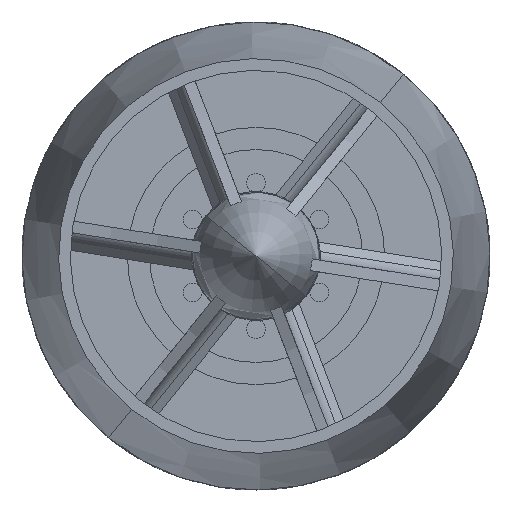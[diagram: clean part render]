
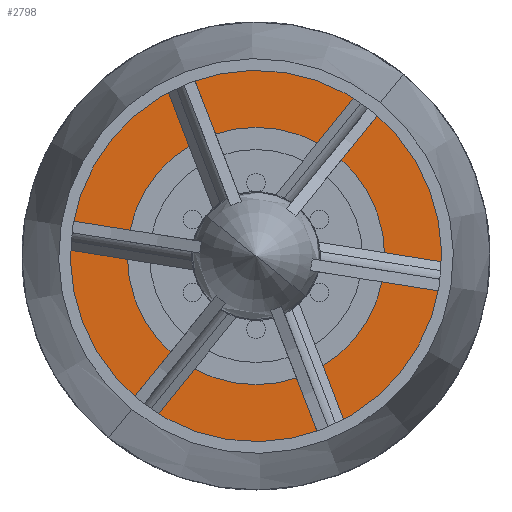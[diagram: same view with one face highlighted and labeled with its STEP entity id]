
A CAD part, left-side view. The second image highlights one B-rep face of the part: STEP entity #2798.
In plain terms, the highlighted planar face has unit normal (-1, 0, 0).
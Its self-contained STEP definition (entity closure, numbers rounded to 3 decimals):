
#35 = ORIENTED_EDGE ( 'NONE', *, *, #10796, .T. ) ;
#101 = CARTESIAN_POINT ( 'NONE',  ( -70., 0., -37. ) ) ;
#209 = DIRECTION ( 'NONE',  ( 1., 0., 0. ) ) ;
#373 = FACE_OUTER_BOUND ( 'NONE', #6156, .T. ) ;
#716 = AXIS2_PLACEMENT_3D ( 'NONE', #7759, #5006, #7445 ) ;
#858 = AXIS2_PLACEMENT_3D ( 'NONE', #4611, #14972, #11126 ) ;
#1486 = EDGE_CURVE ( 'NONE', #6876, #11411, #3616, .T. ) ;
#1548 = CARTESIAN_POINT ( 'NONE',  ( -70., 0., -22. ) ) ;
#2798 = ADVANCED_FACE ( 'NONE', ( #6691, #373 ), #5438, .F. ) ;
#3313 = DIRECTION ( 'NONE',  ( -1., 0., 0. ) ) ;
#3511 = CIRCLE ( 'NONE', #858, 22. ) ;
#3616 = CIRCLE ( 'NONE', #16395, 22. ) ;
#4611 = CARTESIAN_POINT ( 'NONE',  ( -70., 0., 0. ) ) ;
#4734 = EDGE_CURVE ( 'NONE', #11411, #6876, #3511, .T. ) ;
#5006 = DIRECTION ( 'NONE',  ( -1., 0., 0. ) ) ;
#5119 = DIRECTION ( 'NONE',  ( 0., 0., 1. ) ) ;
#5211 = CIRCLE ( 'NONE', #7371, 37. ) ;
#5438 = PLANE ( 'NONE',  #11342 ) ;
#6156 = EDGE_LOOP ( 'NONE', ( #35, #14728 ) ) ;
#6230 = VERTEX_POINT ( 'NONE', #101 ) ;
#6691 = FACE_BOUND ( 'NONE', #14267, .T. ) ;
#6876 = VERTEX_POINT ( 'NONE', #1548 ) ;
#7282 = CARTESIAN_POINT ( 'NONE',  ( -70., 0., 37. ) ) ;
#7371 = AXIS2_PLACEMENT_3D ( 'NONE', #13497, #3313, #8418 ) ;
#7445 = DIRECTION ( 'NONE',  ( 0., 0., 1. ) ) ;
#7701 = CARTESIAN_POINT ( 'NONE',  ( -70., 37., 0. ) ) ;
#7759 = CARTESIAN_POINT ( 'NONE',  ( -70., 0., 0. ) ) ;
#8418 = DIRECTION ( 'NONE',  ( 0., 0., 1. ) ) ;
#8821 = DIRECTION ( 'NONE',  ( -1., 0., 0. ) ) ;
#9239 = CARTESIAN_POINT ( 'NONE',  ( -70., 0., 22. ) ) ;
#9917 = CARTESIAN_POINT ( 'NONE',  ( -70., 0., 0. ) ) ;
#10796 = EDGE_CURVE ( 'NONE', #14669, #6230, #15099, .T. ) ;
#11126 = DIRECTION ( 'NONE',  ( 0., 0., 1. ) ) ;
#11342 = AXIS2_PLACEMENT_3D ( 'NONE', #7701, #209, #12780 ) ;
#11411 = VERTEX_POINT ( 'NONE', #9239 ) ;
#11523 = EDGE_CURVE ( 'NONE', #6230, #14669, #5211, .T. ) ;
#12780 = DIRECTION ( 'NONE',  ( 0., 0., -1. ) ) ;
#13497 = CARTESIAN_POINT ( 'NONE',  ( -70., 0., 0. ) ) ;
#14267 = EDGE_LOOP ( 'NONE', ( #15984, #16478 ) ) ;
#14669 = VERTEX_POINT ( 'NONE', #7282 ) ;
#14728 = ORIENTED_EDGE ( 'NONE', *, *, #11523, .T. ) ;
#14972 = DIRECTION ( 'NONE',  ( -1., 0., 0. ) ) ;
#15099 = CIRCLE ( 'NONE', #716, 37. ) ;
#15984 = ORIENTED_EDGE ( 'NONE', *, *, #4734, .F. ) ;
#16395 = AXIS2_PLACEMENT_3D ( 'NONE', #9917, #8821, #5119 ) ;
#16478 = ORIENTED_EDGE ( 'NONE', *, *, #1486, .F. ) ;
